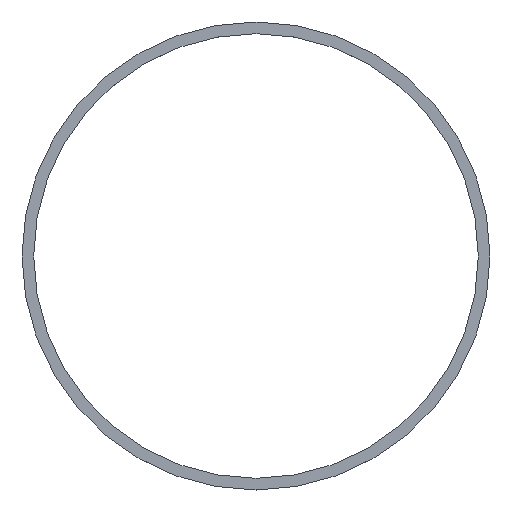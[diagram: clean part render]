
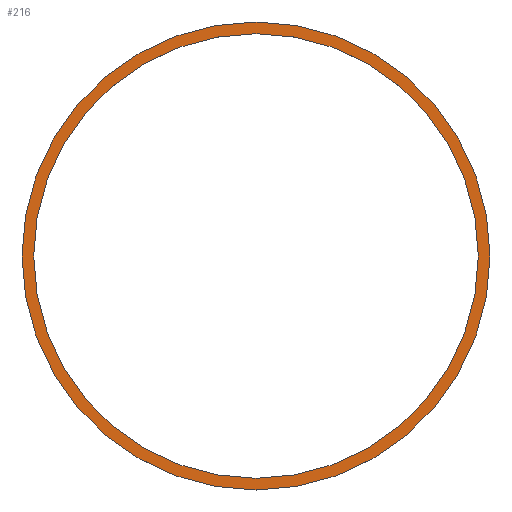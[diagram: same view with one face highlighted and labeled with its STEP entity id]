
A CAD part, top view. The second image highlights one B-rep face of the part: STEP entity #216.
In plain terms, the highlighted planar face has unit normal (0, 0, 1).
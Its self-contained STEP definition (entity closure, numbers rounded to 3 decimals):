
#31 = CYLINDRICAL_SURFACE('',#32,5.);
#32 = AXIS2_PLACEMENT_3D('',#33,#34,#35);
#33 = CARTESIAN_POINT('',(34.682,97.926,-0.2));
#34 = DIRECTION('',(0.,0.,1.));
#35 = DIRECTION('',(1.,0.,-0.));
#56 = VERTEX_POINT('',#57);
#57 = CARTESIAN_POINT('',(29.682,97.926,0.));
#77 = EDGE_CURVE('',#56,#56,#78,.T.);
#78 = SURFACE_CURVE('',#79,(#84,#91),.PCURVE_S1.);
#79 = CIRCLE('',#80,5.);
#80 = AXIS2_PLACEMENT_3D('',#81,#82,#83);
#81 = CARTESIAN_POINT('',(34.682,97.926,0.));
#82 = DIRECTION('',(0.,0.,-1.));
#83 = DIRECTION('',(-1.,0.,0.));
#84 = PCURVE('',#31,#85);
#85 = DEFINITIONAL_REPRESENTATION('',(#86),#90);
#86 = LINE('',#87,#88);
#87 = CARTESIAN_POINT('',(9.425,0.2));
#88 = VECTOR('',#89,1.);
#89 = DIRECTION('',(-1.,0.));
#90 = ( GEOMETRIC_REPRESENTATION_CONTEXT(2) 
PARAMETRIC_REPRESENTATION_CONTEXT() REPRESENTATION_CONTEXT('2D SPACE',''
  ) );
#91 = PCURVE('',#92,#97);
#92 = PLANE('',#93);
#93 = AXIS2_PLACEMENT_3D('',#94,#95,#96);
#94 = CARTESIAN_POINT('',(1.682,9.926,0.));
#95 = DIRECTION('',(0.,0.,-1.));
#96 = DIRECTION('',(1.,0.,0.));
#97 = DEFINITIONAL_REPRESENTATION('',(#98),#102);
#98 = CIRCLE('',#99,5.);
#99 = AXIS2_PLACEMENT_2D('',#100,#101);
#100 = CARTESIAN_POINT('',(33.,-88.));
#101 = DIRECTION('',(-1.,0.));
#102 = ( GEOMETRIC_REPRESENTATION_CONTEXT(2) 
PARAMETRIC_REPRESENTATION_CONTEXT() REPRESENTATION_CONTEXT('2D SPACE',''
  ) );
#118 = CYLINDRICAL_SURFACE('',#119,4.75);
#119 = AXIS2_PLACEMENT_3D('',#120,#121,#122);
#120 = CARTESIAN_POINT('',(34.682,97.926,-0.2));
#121 = DIRECTION('',(0.,0.,1.));
#122 = DIRECTION('',(1.,0.,-0.));
#143 = VERTEX_POINT('',#144);
#144 = CARTESIAN_POINT('',(29.932,97.926,0.));
#164 = EDGE_CURVE('',#143,#143,#165,.T.);
#165 = SURFACE_CURVE('',#166,(#171,#178),.PCURVE_S1.);
#166 = CIRCLE('',#167,4.75);
#167 = AXIS2_PLACEMENT_3D('',#168,#169,#170);
#168 = CARTESIAN_POINT('',(34.682,97.926,0.));
#169 = DIRECTION('',(0.,0.,-1.));
#170 = DIRECTION('',(-1.,0.,0.));
#171 = PCURVE('',#118,#172);
#172 = DEFINITIONAL_REPRESENTATION('',(#173),#177);
#173 = LINE('',#174,#175);
#174 = CARTESIAN_POINT('',(9.425,0.2));
#175 = VECTOR('',#176,1.);
#176 = DIRECTION('',(-1.,0.));
#177 = ( GEOMETRIC_REPRESENTATION_CONTEXT(2) 
PARAMETRIC_REPRESENTATION_CONTEXT() REPRESENTATION_CONTEXT('2D SPACE',''
  ) );
#178 = PCURVE('',#92,#179);
#179 = DEFINITIONAL_REPRESENTATION('',(#180),#184);
#180 = CIRCLE('',#181,4.75);
#181 = AXIS2_PLACEMENT_2D('',#182,#183);
#182 = CARTESIAN_POINT('',(33.,-88.));
#183 = DIRECTION('',(-1.,0.));
#184 = ( GEOMETRIC_REPRESENTATION_CONTEXT(2) 
PARAMETRIC_REPRESENTATION_CONTEXT() REPRESENTATION_CONTEXT('2D SPACE',''
  ) );
#216 = ADVANCED_FACE('',(#217,#220),#92,.F.);
#217 = FACE_BOUND('',#218,.T.);
#218 = EDGE_LOOP('',(#219));
#219 = ORIENTED_EDGE('',*,*,#77,.F.);
#220 = FACE_BOUND('',#221,.T.);
#221 = EDGE_LOOP('',(#222));
#222 = ORIENTED_EDGE('',*,*,#164,.T.);
